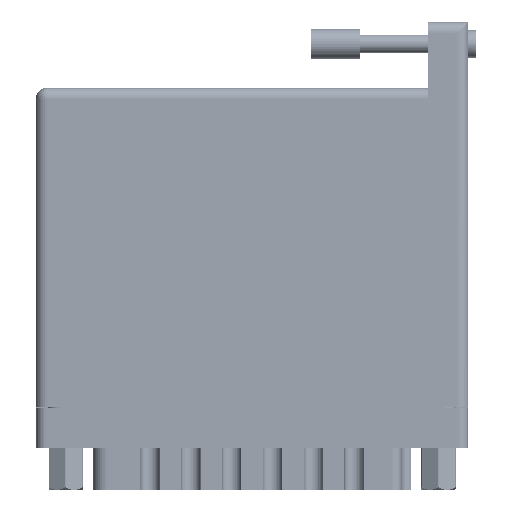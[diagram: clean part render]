
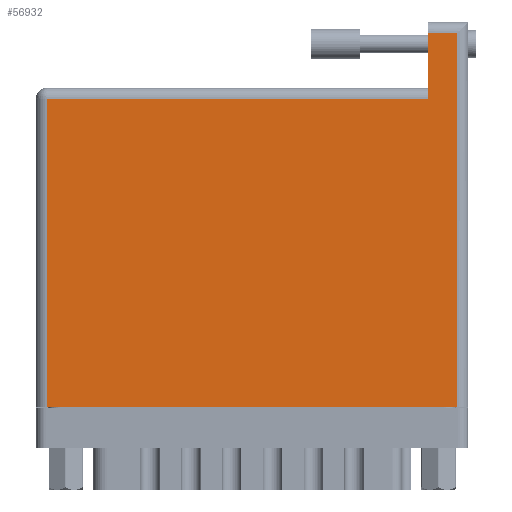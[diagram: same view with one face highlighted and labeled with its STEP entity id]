
A CAD part, front view. The second image highlights one B-rep face of the part: STEP entity #56932.
In plain terms, the highlighted face is planar.
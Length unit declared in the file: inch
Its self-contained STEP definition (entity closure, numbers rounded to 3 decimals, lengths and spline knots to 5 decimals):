
#7073 = VECTOR ( 'NONE', #35335, 39.37008 ) ;
#10304 = ORIENTED_EDGE ( 'NONE', *, *, #37439, .T. ) ;
#12683 = VECTOR ( 'NONE', #32321, 39.37008 ) ;
#15833 = DIRECTION ( 'NONE',  ( 1., 0., 0. ) ) ;
#23386 = CARTESIAN_POINT ( 'NONE',  ( 0.07, 0., 0. ) ) ;
#24092 = LINE ( 'NONE', #66410, #94468 ) ;
#26989 = CARTESIAN_POINT ( 'NONE',  ( 2.499, 1.96, 0. ) ) ;
#28187 = CARTESIAN_POINT ( 'NONE',  ( 2.685, 0., 0. ) ) ;
#30072 = PLANE ( 'NONE',  #90078 ) ;
#30435 = CARTESIAN_POINT ( 'NONE',  ( 2.685, 2.45, 0. ) ) ;
#30457 = VECTOR ( 'NONE', #62089, 39.37008 ) ;
#30607 = DIRECTION ( 'NONE',  ( -1., 0., 0. ) ) ;
#32321 = DIRECTION ( 'NONE',  ( 0., -1., 0. ) ) ;
#32556 = VECTOR ( 'NONE', #59347, 39.37008 ) ;
#35335 = DIRECTION ( 'NONE',  ( -1., 0., 0. ) ) ;
#37101 = VERTEX_POINT ( 'NONE', #28187 ) ;
#37439 = EDGE_CURVE ( 'NONE', #91840, #37101, #90290, .T. ) ;
#39113 = EDGE_CURVE ( 'NONE', #99337, #91840, #74132, .T. ) ;
#39364 = ORIENTED_EDGE ( 'NONE', *, *, #39113, .T. ) ;
#42816 = ORIENTED_EDGE ( 'NONE', *, *, #60678, .T. ) ;
#43774 = CARTESIAN_POINT ( 'NONE',  ( 2.499, 2.45, 0. ) ) ;
#46120 = CARTESIAN_POINT ( 'NONE',  ( 2.685, 2.38, 0. ) ) ;
#48816 = EDGE_CURVE ( 'NONE', #77411, #63674, #100061, .T. ) ;
#49669 = EDGE_CURVE ( 'NONE', #83851, #77411, #51947, .T. ) ;
#49783 = DIRECTION ( 'NONE',  ( -1., 0., 0. ) ) ;
#51947 = LINE ( 'NONE', #91632, #7073 ) ;
#56932 = ADVANCED_FACE ( 'NONE', ( #62258 ), #30072, .F. ) ;
#59347 = DIRECTION ( 'NONE',  ( 0., -1., 0. ) ) ;
#60678 = EDGE_CURVE ( 'NONE', #37101, #83851, #63680, .T. ) ;
#61660 = EDGE_LOOP ( 'NONE', ( #103398, #102464, #39364, #10304, #42816, #90407 ) ) ;
#62089 = DIRECTION ( 'NONE',  ( 0., 1., 0. ) ) ;
#62123 = VECTOR ( 'NONE', #15833, 39.37008 ) ;
#62258 = FACE_OUTER_BOUND ( 'NONE', #61660, .T. ) ;
#63674 = VERTEX_POINT ( 'NONE', #26989 ) ;
#63680 = LINE ( 'NONE', #30435, #30457 ) ;
#66410 = CARTESIAN_POINT ( 'NONE',  ( 0., 1.96, 0. ) ) ;
#70302 = CARTESIAN_POINT ( 'NONE',  ( 0., 2.03, 0. ) ) ;
#73094 = CARTESIAN_POINT ( 'NONE',  ( 0.07, 0., 0. ) ) ;
#74132 = LINE ( 'NONE', #73094, #12683 ) ;
#77411 = VERTEX_POINT ( 'NONE', #102775 ) ;
#83851 = VERTEX_POINT ( 'NONE', #46120 ) ;
#86012 = EDGE_CURVE ( 'NONE', #63674, #99337, #24092, .T. ) ;
#89254 = CARTESIAN_POINT ( 'NONE',  ( 0., 0., 0. ) ) ;
#90078 = AXIS2_PLACEMENT_3D ( 'NONE', #70302, #95983, #30607 ) ;
#90290 = LINE ( 'NONE', #89254, #62123 ) ;
#90407 = ORIENTED_EDGE ( 'NONE', *, *, #49669, .T. ) ;
#91632 = CARTESIAN_POINT ( 'NONE',  ( 0., 2.38, 0. ) ) ;
#91840 = VERTEX_POINT ( 'NONE', #23386 ) ;
#94468 = VECTOR ( 'NONE', #49783, 39.37008 ) ;
#95983 = DIRECTION ( 'NONE',  ( 0., 0., -1. ) ) ;
#99337 = VERTEX_POINT ( 'NONE', #103825 ) ;
#100061 = LINE ( 'NONE', #43774, #32556 ) ;
#102464 = ORIENTED_EDGE ( 'NONE', *, *, #86012, .T. ) ;
#102775 = CARTESIAN_POINT ( 'NONE',  ( 2.499, 2.38, 0. ) ) ;
#103398 = ORIENTED_EDGE ( 'NONE', *, *, #48816, .T. ) ;
#103825 = CARTESIAN_POINT ( 'NONE',  ( 0.07, 1.96, 0. ) ) ;
